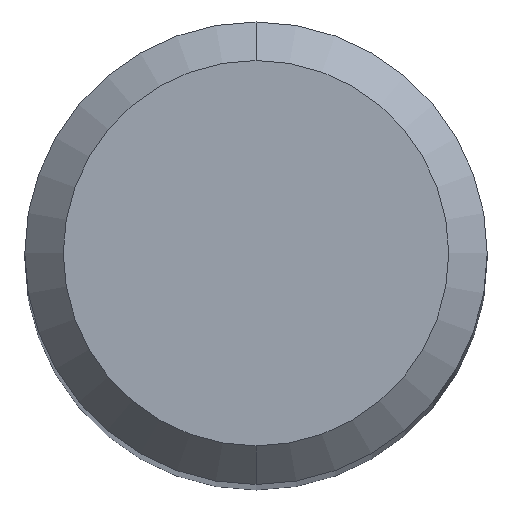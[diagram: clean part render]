
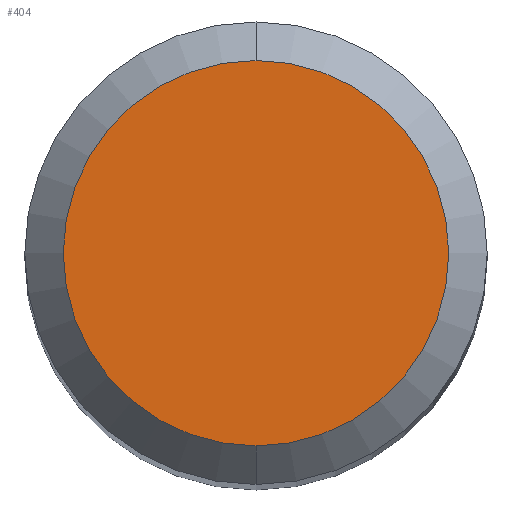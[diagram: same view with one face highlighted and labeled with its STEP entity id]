
A CAD part, top view. The second image highlights one B-rep face of the part: STEP entity #404.
In plain terms, the highlighted planar face has unit normal (0, 0, 1).
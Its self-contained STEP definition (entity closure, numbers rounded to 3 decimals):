
#4 = VERTEX_POINT ( 'NONE', #279 ) ;
#22 = AXIS2_PLACEMENT_3D ( 'NONE', #78, #81, #92 ) ;
#65 = CIRCLE ( 'NONE', #343, 2.5 ) ;
#72 = DIRECTION ( 'NONE',  ( 0., 0., -1. ) ) ;
#78 = CARTESIAN_POINT ( 'NONE',  ( 0., 0., 57. ) ) ;
#79 = VERTEX_POINT ( 'NONE', #391 ) ;
#81 = DIRECTION ( 'NONE',  ( 0., 0., -1. ) ) ;
#82 = EDGE_LOOP ( 'NONE', ( #263, #449 ) ) ;
#86 = EDGE_CURVE ( 'NONE', #79, #4, #65, .T. ) ;
#92 = DIRECTION ( 'NONE',  ( 0., 1., 0. ) ) ;
#115 = CARTESIAN_POINT ( 'NONE',  ( 0., 0., 57. ) ) ;
#160 = DIRECTION ( 'NONE',  ( 0., 1., 0. ) ) ;
#219 = DIRECTION ( 'NONE',  ( 0., 1., 0. ) ) ;
#229 = DIRECTION ( 'NONE',  ( 0., 0., -1. ) ) ;
#262 = FACE_OUTER_BOUND ( 'NONE', #82, .T. ) ;
#263 = ORIENTED_EDGE ( 'NONE', *, *, #86, .F. ) ;
#279 = CARTESIAN_POINT ( 'NONE',  ( 0., -2.5, 57. ) ) ;
#281 = CIRCLE ( 'NONE', #305, 2.5 ) ;
#305 = AXIS2_PLACEMENT_3D ( 'NONE', #370, #229, #160 ) ;
#343 = AXIS2_PLACEMENT_3D ( 'NONE', #115, #72, #219 ) ;
#370 = CARTESIAN_POINT ( 'NONE',  ( 0., 0., 57. ) ) ;
#391 = CARTESIAN_POINT ( 'NONE',  ( 0., 2.5, 57. ) ) ;
#402 = PLANE ( 'NONE',  #22 ) ;
#404 = ADVANCED_FACE ( 'NONE', ( #262 ), #402, .F. ) ;
#413 = EDGE_CURVE ( 'NONE', #4, #79, #281, .T. ) ;
#449 = ORIENTED_EDGE ( 'NONE', *, *, #413, .F. ) ;
